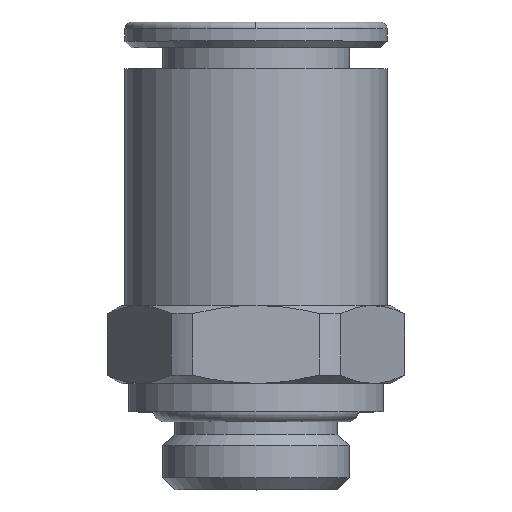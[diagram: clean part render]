
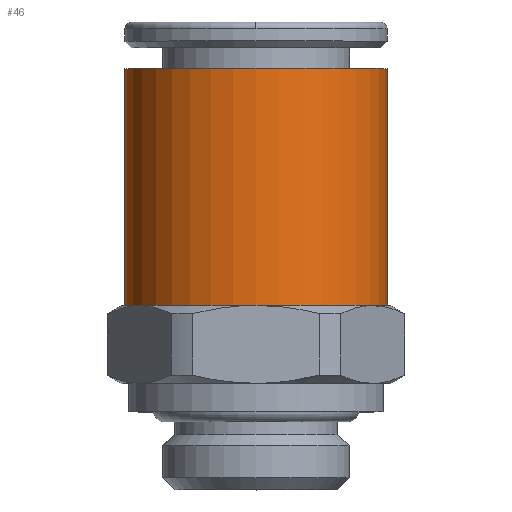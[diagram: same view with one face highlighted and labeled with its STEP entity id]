
A CAD part, top view. The second image highlights one B-rep face of the part: STEP entity #46.
In plain terms, the highlighted cylindrical face has radius 9.25 mm (diameter 18.5 mm), a partial arc.
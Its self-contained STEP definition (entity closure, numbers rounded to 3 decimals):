
#46=ADVANCED_FACE('',(#115),#116,.T.);
#115=FACE_OUTER_BOUND('',#259,.T.);
#116=CYLINDRICAL_SURFACE('',#260,9.25);
#259=EDGE_LOOP('',(#403,#404,#405,#406));
#260=AXIS2_PLACEMENT_3D('',#407,#408,#409);
#403=ORIENTED_EDGE('',*,*,#919,.F.);
#404=ORIENTED_EDGE('',*,*,#920,.T.);
#405=ORIENTED_EDGE('',*,*,#921,.F.);
#406=ORIENTED_EDGE('',*,*,#922,.F.);
#407=CARTESIAN_POINT('',(0.0,21.365,0.0));
#408=DIRECTION('',(0.0,1.0,0.0));
#409=DIRECTION('',(-1.0,0.0,0.0));
#919=EDGE_CURVE('',#1075,#1076,#1077,.T.);
#920=EDGE_CURVE('',#1075,#1078,#1079,.T.);
#921=EDGE_CURVE('',#1080,#1078,#1081,.T.);
#922=EDGE_CURVE('',#1076,#1080,#1082,.T.);
#1075=VERTEX_POINT('',#1327);
#1076=VERTEX_POINT('',#1328);
#1077=LINE('',#1329,#1330);
#1078=VERTEX_POINT('',#1331);
#1079=CIRCLE('',#1332,9.25);
#1080=VERTEX_POINT('',#1333);
#1081=LINE('',#1334,#1335);
#1082=CIRCLE('',#1336,9.25);
#1327=CARTESIAN_POINT('',(-9.25,13.0,0.0));
#1328=CARTESIAN_POINT('',(-9.25,29.73,0.0));
#1329=CARTESIAN_POINT('',(-9.25,21.365,0.));
#1330=VECTOR('',#1899,1.0);
#1331=CARTESIAN_POINT('',(9.25,13.0,0.));
#1332=AXIS2_PLACEMENT_3D('',#1900,#1901,#1902);
#1333=CARTESIAN_POINT('',(9.25,29.73,0.));
#1334=CARTESIAN_POINT('',(9.25,21.365,0.));
#1335=VECTOR('',#1903,1.0);
#1336=AXIS2_PLACEMENT_3D('',#1904,#1905,#1906);
#1899=DIRECTION('',(0.0,1.0,0.0));
#1900=CARTESIAN_POINT('',(0.0,13.0,0.0));
#1901=DIRECTION('',(0.0,1.0,0.0));
#1902=DIRECTION('',(-1.0,0.0,0.0));
#1903=DIRECTION('',(-0.0,-1.0,-0.0));
#1904=CARTESIAN_POINT('',(0.0,29.73,0.0));
#1905=DIRECTION('',(0.0,1.0,0.0));
#1906=DIRECTION('',(-1.0,0.0,0.0));
